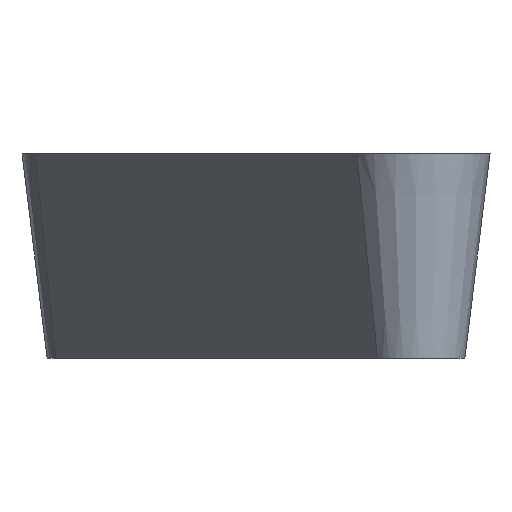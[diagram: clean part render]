
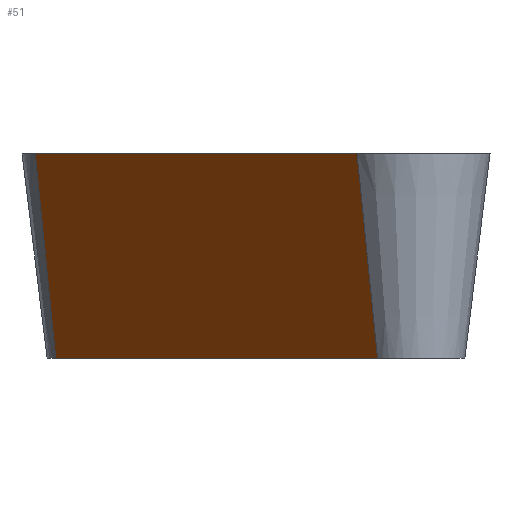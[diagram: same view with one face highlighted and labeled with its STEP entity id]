
A CAD part, left-side view. The second image highlights one B-rep face of the part: STEP entity #51.
In plain terms, the highlighted planar face has unit normal (-0.569, 0.813, -0.122).
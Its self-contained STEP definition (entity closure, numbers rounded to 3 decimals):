
#42=FACE_OUTER_BOUND('',#116,.T.);
#51=ADVANCED_FACE('',(#42),#65,.F.);
#65=PLANE('',#291);
#72=LINE('',#473,#88);
#76=LINE('',#483,#92);
#77=LINE('',#485,#93);
#78=LINE('',#487,#94);
#88=VECTOR('',#328,1.0);
#92=VECTOR('',#338,1.0);
#93=VECTOR('',#339,1.0);
#94=VECTOR('',#340,1.0);
#116=EDGE_LOOP('',(#146,#147,#148,#149));
#146=ORIENTED_EDGE('',*,*,#219,.F.);
#147=ORIENTED_EDGE('',*,*,#224,.T.);
#148=ORIENTED_EDGE('',*,*,#225,.F.);
#149=ORIENTED_EDGE('',*,*,#226,.T.);
#198=VERTEX_POINT('',#472);
#199=VERTEX_POINT('',#474);
#202=VERTEX_POINT('',#484);
#203=VERTEX_POINT('',#486);
#219=EDGE_CURVE('',#198,#199,#72,.T.);
#224=EDGE_CURVE('',#198,#202,#76,.T.);
#225=EDGE_CURVE('',#203,#202,#77,.T.);
#226=EDGE_CURVE('',#203,#199,#78,.T.);
#291=AXIS2_PLACEMENT_3D('',#488,#341,#342);
#328=DIRECTION('',(0.819,0.574,0.0));
#338=DIRECTION('',(-0.07,0.1,0.993));
#339=DIRECTION('',(-0.819,-0.574,0.));
#340=DIRECTION('',(0.07,-0.1,-0.993));
#341=DIRECTION('',(0.569,-0.813,0.122));
#342=DIRECTION('',(0.819,0.574,0.0));
#472=CARTESIAN_POINT('',(5.547,3.051,-5.556));
#473=CARTESIAN_POINT('',(16.889,10.993,-5.556));
#474=CARTESIAN_POINT('',(18.016,11.782,-5.556));
#483=CARTESIAN_POINT('',(5.155,3.61,0.));
#484=CARTESIAN_POINT('',(5.155,3.61,0.));
#485=CARTESIAN_POINT('',(16.497,11.552,0.));
#486=CARTESIAN_POINT('',(17.625,12.341,0.));
#487=CARTESIAN_POINT('',(17.625,12.341,0.));
#488=CARTESIAN_POINT('',(16.497,11.552,0.));
